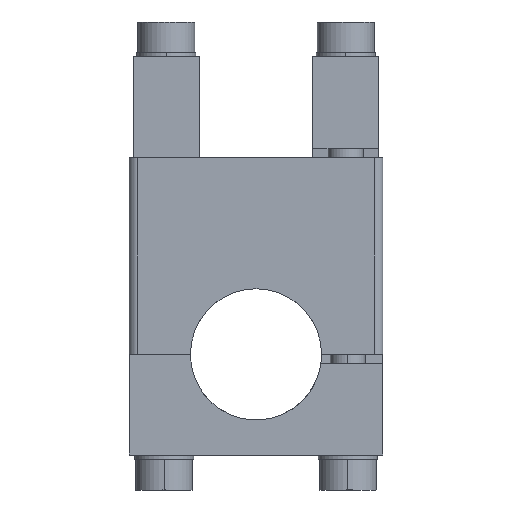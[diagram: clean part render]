
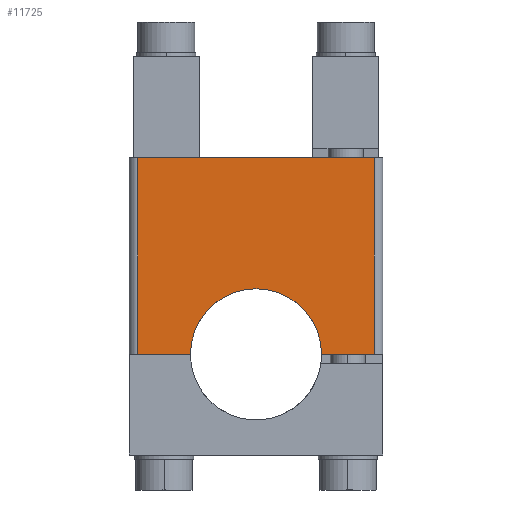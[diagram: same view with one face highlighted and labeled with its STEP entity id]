
A CAD part, left-side view. The second image highlights one B-rep face of the part: STEP entity #11725.
In plain terms, the highlighted planar face has unit normal (-1, 0, 0).
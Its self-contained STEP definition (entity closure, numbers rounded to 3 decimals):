
#10921=CARTESIAN_POINT('Axis2P3D Location',(-29.,0.,0.)) ;
#10925=CARTESIAN_POINT('Vertex',(-29.,0.,15.)) ;
#10927=CARTESIAN_POINT('Vertex',(-29.,15.,0.)) ;
#10955=CARTESIAN_POINT('Vertex',(-29.,-15.,0.)) ;
#10958=CARTESIAN_POINT('Axis2P3D Location',(-29.,0.,0.)) ;
#11631=CARTESIAN_POINT('Line Origine',(-29.,21.,0.)) ;
#11635=CARTESIAN_POINT('Vertex',(-29.,27.,0.)) ;
#11669=CARTESIAN_POINT('Vertex',(-29.,27.,45.)) ;
#11672=CARTESIAN_POINT('Line Origine',(-29.,27.,22.5)) ;
#11684=CARTESIAN_POINT('Axis2P3D Location',(-29.,0.,0.)) ;
#11689=CARTESIAN_POINT('Line Origine',(-29.,-27.,22.5)) ;
#11693=CARTESIAN_POINT('Vertex',(-29.,-27.,45.)) ;
#11695=CARTESIAN_POINT('Vertex',(-29.,-27.,0.)) ;
#11698=CARTESIAN_POINT('Line Origine',(-29.,-13.5,45.)) ;
#11702=CARTESIAN_POINT('Vertex',(-29.,0.,45.)) ;
#11705=CARTESIAN_POINT('Line Origine',(-29.,13.5,45.)) ;
#11710=CARTESIAN_POINT('Line Origine',(-29.,-21.,0.)) ;
#10922=DIRECTION('Axis2P3D Direction',(1.,0.,0.)) ;
#10959=DIRECTION('Axis2P3D Direction',(1.,0.,0.)) ;
#11632=DIRECTION('Vector Direction',(0.,1.,0.)) ;
#11673=DIRECTION('Vector Direction',(0.,0.,1.)) ;
#11685=DIRECTION('Axis2P3D Direction',(1.,0.,0.)) ;
#11686=DIRECTION('Axis2P3D XDirection',(0.,1.,0.)) ;
#11690=DIRECTION('Vector Direction',(0.,0.,1.)) ;
#11699=DIRECTION('Vector Direction',(0.,1.,0.)) ;
#11706=DIRECTION('Vector Direction',(0.,-1.,0.)) ;
#11711=DIRECTION('Vector Direction',(0.,-1.,0.)) ;
#10923=AXIS2_PLACEMENT_3D('Circle Axis2P3D',#10921,#10922,$) ;
#10960=AXIS2_PLACEMENT_3D('Circle Axis2P3D',#10958,#10959,$) ;
#11687=AXIS2_PLACEMENT_3D('Plane Axis2P3D',#11684,#11685,#11686) ;
#11716=ORIENTED_EDGE('',*,*,#11697,.F.) ;
#11717=ORIENTED_EDGE('',*,*,#11704,.F.) ;
#11718=ORIENTED_EDGE('',*,*,#11709,.F.) ;
#11719=ORIENTED_EDGE('',*,*,#11676,.F.) ;
#11720=ORIENTED_EDGE('',*,*,#11637,.F.) ;
#11721=ORIENTED_EDGE('',*,*,#10929,.F.) ;
#11722=ORIENTED_EDGE('',*,*,#10962,.F.) ;
#11723=ORIENTED_EDGE('',*,*,#11714,.F.) ;
#11633=VECTOR('Line Direction',#11632,1.) ;
#11674=VECTOR('Line Direction',#11673,1.) ;
#11691=VECTOR('Line Direction',#11690,1.) ;
#11700=VECTOR('Line Direction',#11699,1.) ;
#11707=VECTOR('Line Direction',#11706,1.) ;
#11712=VECTOR('Line Direction',#11711,1.) ;
#11725=ADVANCED_FACE('PartBody',(#11724),#11688,.F.) ;
#10924=CIRCLE('generated circle',#10923,15.) ;
#10961=CIRCLE('generated circle',#10960,15.) ;
#10929=EDGE_CURVE('',#10926,#10928,#10924,.F.) ;
#10962=EDGE_CURVE('',#10956,#10926,#10961,.F.) ;
#11637=EDGE_CURVE('',#10928,#11636,#11634,.T.) ;
#11676=EDGE_CURVE('',#11636,#11670,#11675,.T.) ;
#11697=EDGE_CURVE('',#11694,#11696,#11692,.F.) ;
#11704=EDGE_CURVE('',#11703,#11694,#11701,.F.) ;
#11709=EDGE_CURVE('',#11670,#11703,#11708,.T.) ;
#11714=EDGE_CURVE('',#11696,#10956,#11713,.F.) ;
#11715=EDGE_LOOP('',(#11716,#11717,#11718,#11719,#11720,#11721,#11722,#11723)) ;
#11724=FACE_OUTER_BOUND('',#11715,.T.) ;
#11634=LINE('Line',#11631,#11633) ;
#11675=LINE('Line',#11672,#11674) ;
#11692=LINE('Line',#11689,#11691) ;
#11701=LINE('Line',#11698,#11700) ;
#11708=LINE('Line',#11705,#11707) ;
#11713=LINE('Line',#11710,#11712) ;
#11688=PLANE('',#11687) ;
#10926=VERTEX_POINT('',#10925) ;
#10928=VERTEX_POINT('',#10927) ;
#10956=VERTEX_POINT('',#10955) ;
#11636=VERTEX_POINT('',#11635) ;
#11670=VERTEX_POINT('',#11669) ;
#11694=VERTEX_POINT('',#11693) ;
#11696=VERTEX_POINT('',#11695) ;
#11703=VERTEX_POINT('',#11702) ;
